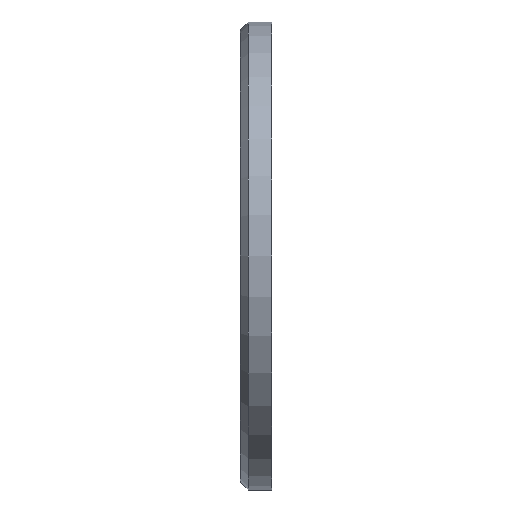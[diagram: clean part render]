
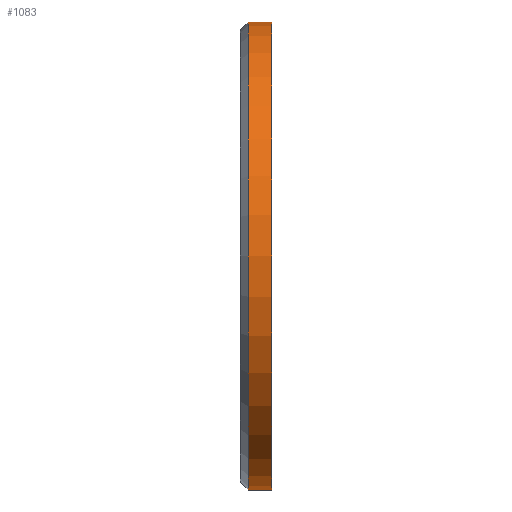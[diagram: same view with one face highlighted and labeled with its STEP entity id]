
A CAD part, left-side view. The second image highlights one B-rep face of the part: STEP entity #1083.
In plain terms, the highlighted cylindrical face has radius 30 mm (diameter 60 mm), a partial arc.
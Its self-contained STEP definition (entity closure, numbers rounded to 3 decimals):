
#178 = ORIENTED_EDGE ( 'NONE', *, *, #660, .T. ) ;
#660 = EDGE_CURVE ( 'NONE', #13105, #8239, #7403, .T. ) ;
#1083 = ADVANCED_FACE ( 'NONE', ( #4117 ), #5220, .T. ) ;
#1399 = CARTESIAN_POINT ( 'NONE',  ( 0., -2., 0. ) ) ;
#1810 = CARTESIAN_POINT ( 'NONE',  ( 0., 2., 30. ) ) ;
#2010 = CARTESIAN_POINT ( 'NONE',  ( 0., 1., 0. ) ) ;
#2285 = CARTESIAN_POINT ( 'NONE',  ( 0., -2., 30. ) ) ;
#3448 = CARTESIAN_POINT ( 'NONE',  ( 0., 1., -30. ) ) ;
#3551 = ORIENTED_EDGE ( 'NONE', *, *, #10920, .T. ) ;
#4117 = FACE_OUTER_BOUND ( 'NONE', #14498, .T. ) ;
#4726 = VERTEX_POINT ( 'NONE', #6004 ) ;
#4895 = VECTOR ( 'NONE', #9195, 1000. ) ;
#5220 = CYLINDRICAL_SURFACE ( 'NONE', #8978, 30. ) ;
#5356 = VECTOR ( 'NONE', #12318, 1000. ) ;
#5449 = DIRECTION ( 'NONE',  ( 0., -1., 0. ) ) ;
#5840 = VERTEX_POINT ( 'NONE', #2285 ) ;
#6004 = CARTESIAN_POINT ( 'NONE',  ( 0., -2., -30. ) ) ;
#7018 = EDGE_CURVE ( 'NONE', #8239, #4726, #14740, .T. ) ;
#7403 = CIRCLE ( 'NONE', #10819, 30. ) ;
#8031 = DIRECTION ( 'NONE',  ( 0., 0., -1. ) ) ;
#8077 = CARTESIAN_POINT ( 'NONE',  ( 0., 2., -30. ) ) ;
#8239 = VERTEX_POINT ( 'NONE', #3448 ) ;
#8978 = AXIS2_PLACEMENT_3D ( 'NONE', #9191, #12648, #8031 ) ;
#9191 = CARTESIAN_POINT ( 'NONE',  ( 0., 2., 0. ) ) ;
#9195 = DIRECTION ( 'NONE',  ( 0., -1., 0. ) ) ;
#9410 = DIRECTION ( 'NONE',  ( 0., 1., 0. ) ) ;
#9823 = ORIENTED_EDGE ( 'NONE', *, *, #12839, .F. ) ;
#10657 = CIRCLE ( 'NONE', #14576, 30. ) ;
#10819 = AXIS2_PLACEMENT_3D ( 'NONE', #2010, #5449, #14862 ) ;
#10920 = EDGE_CURVE ( 'NONE', #4726, #5840, #10657, .T. ) ;
#11916 = LINE ( 'NONE', #1810, #5356 ) ;
#11986 = CARTESIAN_POINT ( 'NONE',  ( 0., 1., 30. ) ) ;
#12318 = DIRECTION ( 'NONE',  ( 0., -1., 0. ) ) ;
#12648 = DIRECTION ( 'NONE',  ( 0., -1., 0. ) ) ;
#12839 = EDGE_CURVE ( 'NONE', #13105, #5840, #11916, .T. ) ;
#12867 = DIRECTION ( 'NONE',  ( 0., 0., 1. ) ) ;
#13105 = VERTEX_POINT ( 'NONE', #11986 ) ;
#14498 = EDGE_LOOP ( 'NONE', ( #9823, #178, #14654, #3551 ) ) ;
#14576 = AXIS2_PLACEMENT_3D ( 'NONE', #1399, #9410, #12867 ) ;
#14654 = ORIENTED_EDGE ( 'NONE', *, *, #7018, .T. ) ;
#14740 = LINE ( 'NONE', #8077, #4895 ) ;
#14862 = DIRECTION ( 'NONE',  ( 0., 0., 1. ) ) ;
